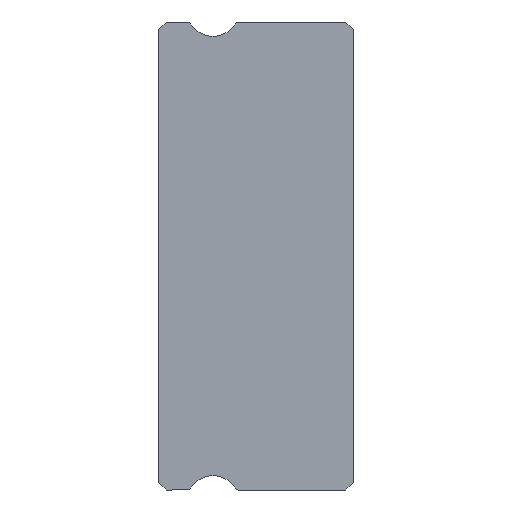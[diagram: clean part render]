
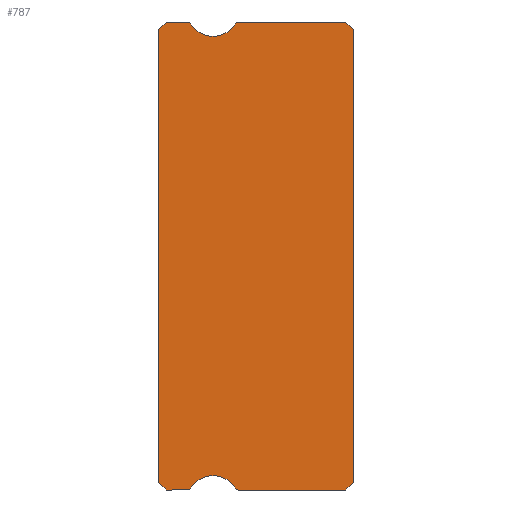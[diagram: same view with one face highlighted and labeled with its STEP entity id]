
A CAD part, left-side view. The second image highlights one B-rep face of the part: STEP entity #787.
In plain terms, the highlighted planar face has unit normal (-1, 0, 0).
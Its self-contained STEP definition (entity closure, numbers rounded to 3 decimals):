
#1 = CARTESIAN_POINT ( 'NONE',  ( -15., 5.4, -9.45 ) ) ;
#13 = VECTOR ( 'NONE', #183, 1000. ) ;
#16 = DIRECTION ( 'NONE',  ( 1., 0., 0. ) ) ;
#18 = EDGE_CURVE ( 'NONE', #1267, #501, #663, .T. ) ;
#25 = CARTESIAN_POINT ( 'NONE',  ( -15., 5.4, 9.45 ) ) ;
#26 = EDGE_CURVE ( 'NONE', #401, #1201, #1204, .T. ) ;
#27 = DIRECTION ( 'NONE',  ( 0., 0., -1. ) ) ;
#35 = EDGE_CURVE ( 'NONE', #420, #355, #112, .T. ) ;
#41 = LINE ( 'NONE', #265, #399 ) ;
#53 = DIRECTION ( 'NONE',  ( -1., 0., 0. ) ) ;
#61 = EDGE_CURVE ( 'NONE', #1239, #1267, #517, .T. ) ;
#81 = VECTOR ( 'NONE', #712, 1000. ) ;
#105 = CARTESIAN_POINT ( 'NONE',  ( -15., 0., 8.7 ) ) ;
#111 = LINE ( 'NONE', #509, #81 ) ;
#112 = LINE ( 'NONE', #313, #564 ) ;
#116 = CARTESIAN_POINT ( 'NONE',  ( -15., 6.381, -9. ) ) ;
#121 = ORIENTED_EDGE ( 'NONE', *, *, #61, .F. ) ;
#124 = AXIS2_PLACEMENT_3D ( 'NONE', #371, #944, #1258 ) ;
#132 = VERTEX_POINT ( 'NONE', #1140 ) ;
#134 = CARTESIAN_POINT ( 'NONE',  ( -15., 4.419, -9. ) ) ;
#138 = ORIENTED_EDGE ( 'NONE', *, *, #1224, .T. ) ;
#145 = ORIENTED_EDGE ( 'NONE', *, *, #370, .F. ) ;
#157 = DIRECTION ( 'NONE',  ( 0., 0., -1. ) ) ;
#163 = DIRECTION ( 'NONE',  ( 0., 0., -1. ) ) ;
#181 = EDGE_CURVE ( 'NONE', #1201, #1239, #348, .T. ) ;
#183 = DIRECTION ( 'NONE',  ( 0., -1., 0. ) ) ;
#189 = CIRCLE ( 'NONE', #356, 1. ) ;
#194 = ORIENTED_EDGE ( 'NONE', *, *, #290, .F. ) ;
#197 = CARTESIAN_POINT ( 'NONE',  ( -15., 7.2, -9. ) ) ;
#206 = CIRCLE ( 'NONE', #1066, 0.15 ) ;
#209 = EDGE_CURVE ( 'NONE', #242, #961, #189, .T. ) ;
#210 = CIRCLE ( 'NONE', #124, 0.15 ) ;
#214 = DIRECTION ( 'NONE',  ( 0., 0., -1. ) ) ;
#216 = VERTEX_POINT ( 'NONE', #865 ) ;
#235 = VECTOR ( 'NONE', #849, 1000. ) ;
#236 = EDGE_CURVE ( 'NONE', #961, #616, #1018, .T. ) ;
#242 = VERTEX_POINT ( 'NONE', #271 ) ;
#252 = CARTESIAN_POINT ( 'NONE',  ( -15., 7.2, 9. ) ) ;
#261 = CARTESIAN_POINT ( 'NONE',  ( -15., 5.4, 8.45 ) ) ;
#263 = EDGE_CURVE ( 'NONE', #351, #420, #372, .T. ) ;
#265 = CARTESIAN_POINT ( 'NONE',  ( -15., 0., 8.7 ) ) ;
#271 = CARTESIAN_POINT ( 'NONE',  ( -15., 6.253, 8.928 ) ) ;
#290 = EDGE_CURVE ( 'NONE', #542, #132, #965, .T. ) ;
#307 = PLANE ( 'NONE',  #1044 ) ;
#313 = CARTESIAN_POINT ( 'NONE',  ( -15., 0.3, 9. ) ) ;
#328 = ORIENTED_EDGE ( 'NONE', *, *, #181, .F. ) ;
#332 = DIRECTION ( 'NONE',  ( -1., 0., 0. ) ) ;
#337 = AXIS2_PLACEMENT_3D ( 'NONE', #1161, #53, #157 ) ;
#341 = DIRECTION ( 'NONE',  ( 0., 1., 0. ) ) ;
#344 = ORIENTED_EDGE ( 'NONE', *, *, #236, .F. ) ;
#348 = LINE ( 'NONE', #1231, #1123 ) ;
#351 = VERTEX_POINT ( 'NONE', #1058 ) ;
#355 = VERTEX_POINT ( 'NONE', #105 ) ;
#356 = AXIS2_PLACEMENT_3D ( 'NONE', #25, #332, #163 ) ;
#370 = EDGE_CURVE ( 'NONE', #501, #557, #206, .T. ) ;
#371 = CARTESIAN_POINT ( 'NONE',  ( -15., 4.419, 8.85 ) ) ;
#372 = LINE ( 'NONE', #453, #769 ) ;
#378 = CARTESIAN_POINT ( 'NONE',  ( -15., 6.381, -9. ) ) ;
#387 = CARTESIAN_POINT ( 'NONE',  ( -15., 4.419, -8.85 ) ) ;
#398 = DIRECTION ( 'NONE',  ( -1., 0., 0. ) ) ;
#399 = VECTOR ( 'NONE', #753, 1000. ) ;
#401 = VERTEX_POINT ( 'NONE', #594 ) ;
#410 = DIRECTION ( 'NONE',  ( 0., 0., -1. ) ) ;
#420 = VERTEX_POINT ( 'NONE', #890 ) ;
#422 = CARTESIAN_POINT ( 'NONE',  ( -15., 7.5, -8.7 ) ) ;
#451 = LINE ( 'NONE', #731, #235 ) ;
#453 = CARTESIAN_POINT ( 'NONE',  ( -15., 6.381, 9. ) ) ;
#472 = ORIENTED_EDGE ( 'NONE', *, *, #1282, .T. ) ;
#478 = AXIS2_PLACEMENT_3D ( 'NONE', #837, #16, #214 ) ;
#501 = VERTEX_POINT ( 'NONE', #632 ) ;
#502 = CARTESIAN_POINT ( 'NONE',  ( -15., 6.381, -8.85 ) ) ;
#509 = CARTESIAN_POINT ( 'NONE',  ( -15., 7.5, 8.7 ) ) ;
#517 = CIRCLE ( 'NONE', #894, 0.15 ) ;
#526 = EDGE_CURVE ( 'NONE', #216, #242, #1043, .T. ) ;
#539 = AXIS2_PLACEMENT_3D ( 'NONE', #1, #398, #410 ) ;
#542 = VERTEX_POINT ( 'NONE', #422 ) ;
#551 = EDGE_CURVE ( 'NONE', #875, #132, #111, .T. ) ;
#557 = VERTEX_POINT ( 'NONE', #116 ) ;
#564 = VECTOR ( 'NONE', #708, 1000. ) ;
#567 = DIRECTION ( 'NONE',  ( 0., -1., 0. ) ) ;
#589 = DIRECTION ( 'NONE',  ( 0., 0., -1. ) ) ;
#593 = EDGE_CURVE ( 'NONE', #616, #351, #210, .T. ) ;
#594 = CARTESIAN_POINT ( 'NONE',  ( -15., 0., -8.7 ) ) ;
#616 = VERTEX_POINT ( 'NONE', #858 ) ;
#632 = CARTESIAN_POINT ( 'NONE',  ( -15., 6.253, -8.928 ) ) ;
#638 = ORIENTED_EDGE ( 'NONE', *, *, #720, .T. ) ;
#642 = VECTOR ( 'NONE', #1148, 1000. ) ;
#663 = CIRCLE ( 'NONE', #539, 1. ) ;
#683 = DIRECTION ( 'NONE',  ( 1., 0., 0. ) ) ;
#708 = DIRECTION ( 'NONE',  ( 0., -0.707, -0.707 ) ) ;
#712 = DIRECTION ( 'NONE',  ( 0., 0.707, -0.707 ) ) ;
#714 = DIRECTION ( 'NONE',  ( 1., 0., 0. ) ) ;
#720 = EDGE_CURVE ( 'NONE', #1086, #557, #880, .T. ) ;
#725 = LINE ( 'NONE', #252, #1273 ) ;
#731 = CARTESIAN_POINT ( 'NONE',  ( -15., 7.2, -9. ) ) ;
#733 = DIRECTION ( 'NONE',  ( 0., 1., 0. ) ) ;
#753 = DIRECTION ( 'NONE',  ( 0., 0., 1. ) ) ;
#767 = ORIENTED_EDGE ( 'NONE', *, *, #26, .F. ) ;
#769 = VECTOR ( 'NONE', #567, 1000. ) ;
#786 = CARTESIAN_POINT ( 'NONE',  ( -15., 0., -8.7 ) ) ;
#787 = ADVANCED_FACE ( 'NONE', ( #1025 ), #307, .F. ) ;
#798 = CARTESIAN_POINT ( 'NONE',  ( -15., 0.3, -9. ) ) ;
#801 = ORIENTED_EDGE ( 'NONE', *, *, #18, .F. ) ;
#836 = EDGE_LOOP ( 'NONE', ( #194, #138, #638, #145, #801, #121, #328, #767, #472, #1037, #1039, #855, #344, #1081, #847, #912, #996 ) ) ;
#837 = CARTESIAN_POINT ( 'NONE',  ( -15., 6.381, 8.85 ) ) ;
#847 = ORIENTED_EDGE ( 'NONE', *, *, #526, .F. ) ;
#849 = DIRECTION ( 'NONE',  ( 0., -0.707, -0.707 ) ) ;
#855 = ORIENTED_EDGE ( 'NONE', *, *, #593, .F. ) ;
#858 = CARTESIAN_POINT ( 'NONE',  ( -15., 4.547, 8.928 ) ) ;
#865 = CARTESIAN_POINT ( 'NONE',  ( -15., 6.381, 9. ) ) ;
#875 = VERTEX_POINT ( 'NONE', #1032 ) ;
#879 = EDGE_CURVE ( 'NONE', #216, #875, #725, .T. ) ;
#880 = LINE ( 'NONE', #378, #13 ) ;
#886 = DIRECTION ( 'NONE',  ( 1., 0., 0. ) ) ;
#890 = CARTESIAN_POINT ( 'NONE',  ( -15., 0.3, 9. ) ) ;
#894 = AXIS2_PLACEMENT_3D ( 'NONE', #387, #683, #1187 ) ;
#912 = ORIENTED_EDGE ( 'NONE', *, *, #879, .T. ) ;
#913 = VECTOR ( 'NONE', #1007, 1000. ) ;
#944 = DIRECTION ( 'NONE',  ( 1., 0., 0. ) ) ;
#961 = VERTEX_POINT ( 'NONE', #261 ) ;
#965 = LINE ( 'NONE', #1260, #642 ) ;
#996 = ORIENTED_EDGE ( 'NONE', *, *, #551, .T. ) ;
#1007 = DIRECTION ( 'NONE',  ( 0., 0.707, -0.707 ) ) ;
#1018 = CIRCLE ( 'NONE', #337, 1. ) ;
#1025 = FACE_OUTER_BOUND ( 'NONE', #836, .T. ) ;
#1032 = CARTESIAN_POINT ( 'NONE',  ( -15., 7.2, 9. ) ) ;
#1037 = ORIENTED_EDGE ( 'NONE', *, *, #35, .F. ) ;
#1039 = ORIENTED_EDGE ( 'NONE', *, *, #263, .F. ) ;
#1041 = CARTESIAN_POINT ( 'NONE',  ( -15., 4.547, -8.928 ) ) ;
#1043 = CIRCLE ( 'NONE', #478, 0.15 ) ;
#1044 = AXIS2_PLACEMENT_3D ( 'NONE', #1096, #714, #27 ) ;
#1058 = CARTESIAN_POINT ( 'NONE',  ( -15., 4.419, 9. ) ) ;
#1066 = AXIS2_PLACEMENT_3D ( 'NONE', #502, #886, #589 ) ;
#1081 = ORIENTED_EDGE ( 'NONE', *, *, #209, .F. ) ;
#1086 = VERTEX_POINT ( 'NONE', #197 ) ;
#1096 = CARTESIAN_POINT ( 'NONE',  ( -15., 6.381, 8.85 ) ) ;
#1123 = VECTOR ( 'NONE', #341, 1000. ) ;
#1140 = CARTESIAN_POINT ( 'NONE',  ( -15., 7.5, 8.7 ) ) ;
#1148 = DIRECTION ( 'NONE',  ( 0., 0., 1. ) ) ;
#1161 = CARTESIAN_POINT ( 'NONE',  ( -15., 5.4, 9.45 ) ) ;
#1187 = DIRECTION ( 'NONE',  ( 0., 0., -1. ) ) ;
#1201 = VERTEX_POINT ( 'NONE', #798 ) ;
#1204 = LINE ( 'NONE', #786, #913 ) ;
#1224 = EDGE_CURVE ( 'NONE', #542, #1086, #451, .T. ) ;
#1231 = CARTESIAN_POINT ( 'NONE',  ( -15., 6.381, -9. ) ) ;
#1239 = VERTEX_POINT ( 'NONE', #134 ) ;
#1258 = DIRECTION ( 'NONE',  ( 0., 0., -1. ) ) ;
#1260 = CARTESIAN_POINT ( 'NONE',  ( -15., 7.5, 8.85 ) ) ;
#1267 = VERTEX_POINT ( 'NONE', #1041 ) ;
#1273 = VECTOR ( 'NONE', #733, 1000. ) ;
#1282 = EDGE_CURVE ( 'NONE', #401, #355, #41, .T. ) ;
